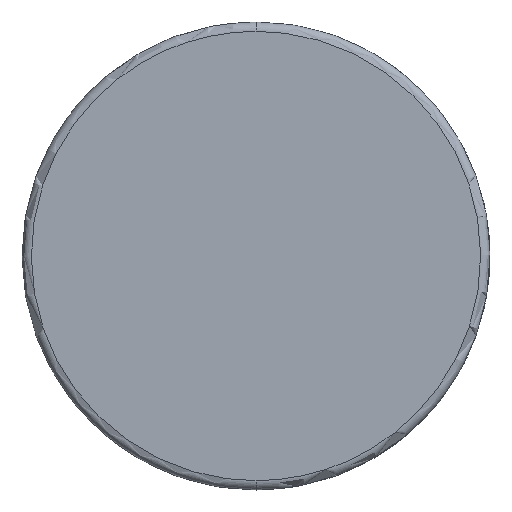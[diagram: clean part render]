
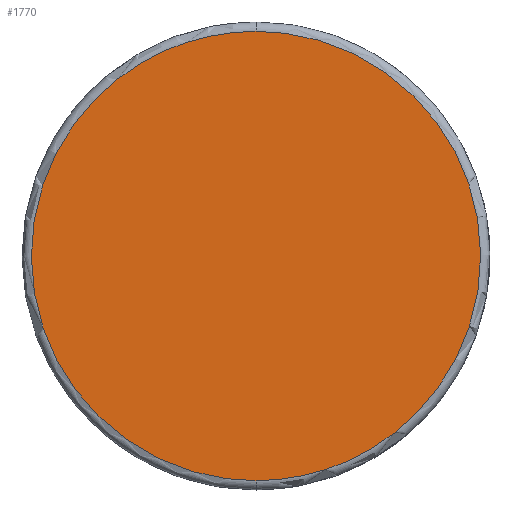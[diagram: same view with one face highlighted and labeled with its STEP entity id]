
A CAD part, front view. The second image highlights one B-rep face of the part: STEP entity #1770.
In plain terms, the highlighted planar face has unit normal (0, -1, 0).
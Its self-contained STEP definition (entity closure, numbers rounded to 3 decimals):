
#620 =( BOUNDED_CURVE ( )  B_SPLINE_CURVE ( 3, ( #624, #623, #621, #663 ),
 .UNSPECIFIED., .F., .T. ) 
 B_SPLINE_CURVE_WITH_KNOTS ( ( 4, 4 ),
 ( 0., 1. ),
 .UNSPECIFIED. ) 
 CURVE ( )  GEOMETRIC_REPRESENTATION_ITEM ( )  RATIONAL_B_SPLINE_CURVE ( ( 1., 0.333, 0.333, 1. ) ) 
 REPRESENTATION_ITEM ( '' )  );
#621 = CARTESIAN_POINT ( 'NONE',  ( 14.4, 0., -7.2 ) ) ;
#622 = FACE_OUTER_BOUND ( 'NONE', #1771, .T. ) ;
#623 = CARTESIAN_POINT ( 'NONE',  ( 14.4, 0., 7.2 ) ) ;
#624 = CARTESIAN_POINT ( 'NONE',  ( 0., 0., 7.2 ) ) ;
#627 = AXIS2_PLACEMENT_3D ( 'NONE', #689, #688, #687 ) ;
#631 = PLANE ( 'NONE',  #627 ) ;
#663 = CARTESIAN_POINT ( 'NONE',  ( 0., 0., -7.2 ) ) ;
#687 = DIRECTION ( 'NONE',  ( 0., 0., 1. ) ) ;
#688 = DIRECTION ( 'NONE',  ( 0., 1., 0. ) ) ;
#689 = CARTESIAN_POINT ( 'NONE',  ( 0., 0., 0. ) ) ;
#1470 = VERTEX_POINT ( 'NONE', #2818 ) ;
#1472 = VERTEX_POINT ( 'NONE', #2817 ) ;
#1501 = EDGE_CURVE ( 'NONE', #1470, #1472, #2930, .T. ) ;
#1769 = EDGE_CURVE ( 'NONE', #1472, #1470, #620, .T. ) ;
#1770 = ADVANCED_FACE ( 'NONE', ( #622 ), #631, .F. ) ;
#1771 = EDGE_LOOP ( 'NONE', ( #1772, #1773 ) ) ;
#1772 = ORIENTED_EDGE ( 'NONE', *, *, #1769, .F. ) ;
#1773 = ORIENTED_EDGE ( 'NONE', *, *, #1501, .F. ) ;
#2817 = CARTESIAN_POINT ( 'NONE',  ( 0., 0., 7.2 ) ) ;
#2818 = CARTESIAN_POINT ( 'NONE',  ( 0., 0., -7.2 ) ) ;
#2900 = CARTESIAN_POINT ( 'NONE',  ( 0., 0., 7.2 ) ) ;
#2901 = CARTESIAN_POINT ( 'NONE',  ( -14.4, 0., 7.2 ) ) ;
#2902 = CARTESIAN_POINT ( 'NONE',  ( -14.4, 0., -7.2 ) ) ;
#2903 = CARTESIAN_POINT ( 'NONE',  ( 0., 0., -7.2 ) ) ;
#2930 =( BOUNDED_CURVE ( )  B_SPLINE_CURVE ( 3, ( #2903, #2902, #2901, #2900 ),
 .UNSPECIFIED., .F., .T. ) 
 B_SPLINE_CURVE_WITH_KNOTS ( ( 4, 4 ),
 ( 0., 1. ),
 .UNSPECIFIED. ) 
 CURVE ( )  GEOMETRIC_REPRESENTATION_ITEM ( )  RATIONAL_B_SPLINE_CURVE ( ( 1., 0.333, 0.333, 1. ) ) 
 REPRESENTATION_ITEM ( '' )  );
